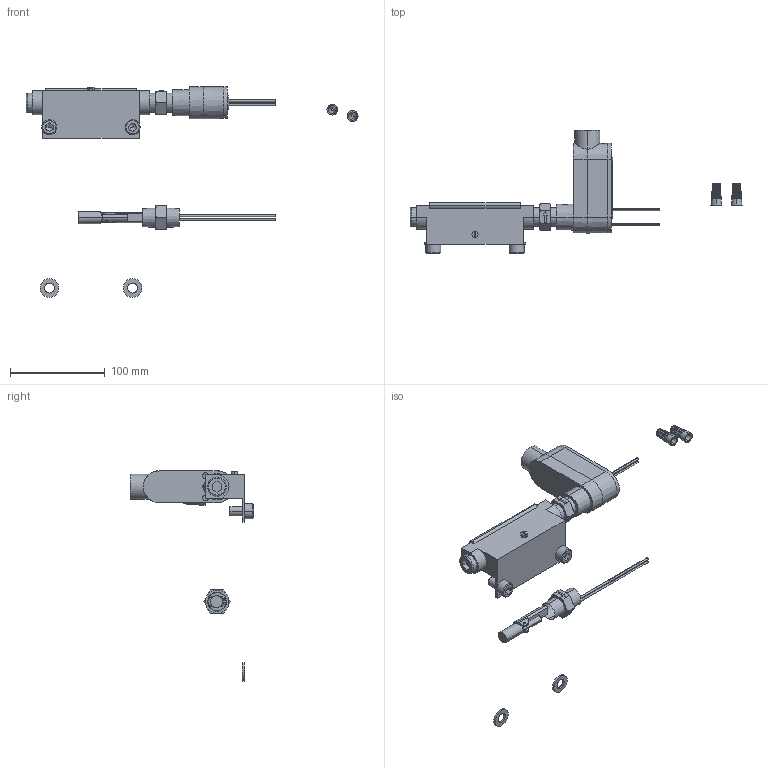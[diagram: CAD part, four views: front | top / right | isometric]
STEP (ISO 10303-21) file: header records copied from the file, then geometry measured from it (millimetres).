
FILE_DESCRIPTION (( 'STEP AP203' ), '1' );
FILE_NAME ('30664.STEP', '2016-11-09T18:52:23', ( '' ), ( '' ), 'SwSTEP 2.0', 'SolidWorks 2016', '' );
FILE_SCHEMA (( 'CONFIG_CONTROL_DESIGN' ));
Length unit declared in the file: inch
Products named in the file (16): 30188.100; 30162_B18.3.1M - 10 x 1.5 x 16 Hex SHCS -- 16NHX; 899298; 30570; 30188; 34627; 30401; SK001060-FLOAT; 30401-GASKET; 30216-CLOSED; 30216; 126574_12490; 30216-FLOAT; 30664; 30216-OPEN; 30533
Assembly tree (20 placements, depth 3):
  30664
    30188
      30188.100
      899298  x2
    30401
    30401-GASKET
    30216-OPEN
      30216
      30216-FLOAT
    30533
    30162_B18.3.1M - 10 x 1.5 x 16 Hex SHCS -- 16NHX  x2
    30570
    34627  x2
    30216-CLOSED
      30216
      SK001060-FLOAT
    126574_12490  x2
Bounding box: 350.92 x 130.38 x 222.75 mm (x, y, z)
Volume: 161540.4 mm3; surface area: 92928 mm2
Topology: 17 solids, 17 shells, 446 faces, 1087 edges, 694 vertices
Faces by surface type: plane 228, cylinder 142, cone 46, torus 30
Entity records: 11360 total; most frequent: CARTESIAN_POINT 2482, DIRECTION 1506, ORIENTED_EDGE 1434, EDGE_CURVE 717, AXIS2_PLACEMENT_3D 574, VERTEX_POINT 462, LINE 358, VECTOR 358
